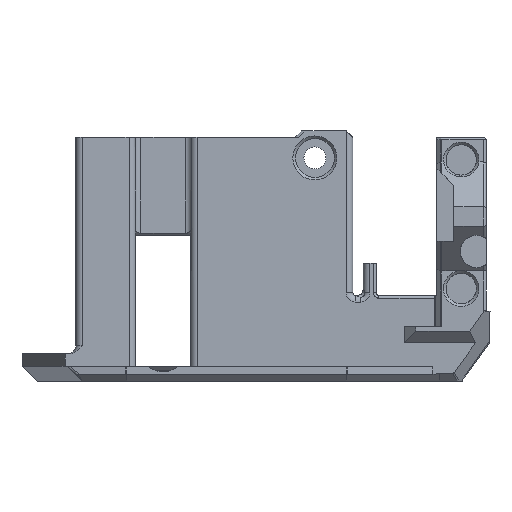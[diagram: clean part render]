
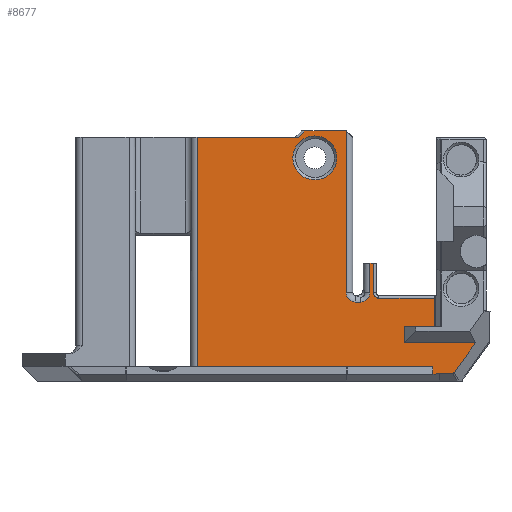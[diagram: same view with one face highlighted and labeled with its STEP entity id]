
A CAD part, left-side view. The second image highlights one B-rep face of the part: STEP entity #8677.
In plain terms, the highlighted planar face has unit normal (-1, 0, 0).
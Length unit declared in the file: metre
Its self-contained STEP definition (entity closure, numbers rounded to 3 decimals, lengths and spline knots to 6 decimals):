
#123=ELLIPSE('',#9246,0.000567,0.0004);
#124=ELLIPSE('',#9247,0.000602,0.0004);
#394=LINE('',#12866,#1229);
#413=LINE('',#12947,#1248);
#414=LINE('',#12950,#1249);
#415=LINE('',#12951,#1250);
#416=LINE('',#12953,#1251);
#417=LINE('',#12955,#1252);
#418=LINE('',#12959,#1253);
#419=LINE('',#12963,#1254);
#420=LINE('',#12965,#1255);
#421=LINE('',#12967,#1256);
#422=LINE('',#12969,#1257);
#423=LINE('',#12971,#1258);
#424=LINE('',#12973,#1259);
#425=LINE('',#12977,#1260);
#426=LINE('',#12979,#1261);
#427=LINE('',#12981,#1262);
#428=LINE('',#12985,#1263);
#429=LINE('',#12986,#1264);
#430=LINE('',#12988,#1265);
#1229=VECTOR('',#10238,1.);
#1248=VECTOR('',#10325,1.);
#1249=VECTOR('',#10326,1.);
#1250=VECTOR('',#10327,1.);
#1251=VECTOR('',#10328,1.);
#1252=VECTOR('',#10329,1.);
#1253=VECTOR('',#10332,1.);
#1254=VECTOR('',#10335,1.);
#1255=VECTOR('',#10336,1.);
#1256=VECTOR('',#10337,1.);
#1257=VECTOR('',#10338,1.);
#1258=VECTOR('',#10339,1.);
#1259=VECTOR('',#10340,1.);
#1260=VECTOR('',#10343,1.);
#1261=VECTOR('',#10344,1.);
#1262=VECTOR('',#10345,1.);
#1263=VECTOR('',#10348,1.);
#1264=VECTOR('',#10349,1.);
#1265=VECTOR('',#10350,1.);
#1954=PLANE('',#9244);
#2620=ORIENTED_EDGE('',*,*,#5250,.F.);
#2621=ORIENTED_EDGE('',*,*,#5251,.F.);
#2622=ORIENTED_EDGE('',*,*,#5252,.T.);
#2623=ORIENTED_EDGE('',*,*,#5211,.F.);
#2624=ORIENTED_EDGE('',*,*,#5253,.F.);
#2625=ORIENTED_EDGE('',*,*,#5254,.F.);
#2626=ORIENTED_EDGE('',*,*,#5255,.T.);
#2627=ORIENTED_EDGE('',*,*,#5256,.F.);
#2628=ORIENTED_EDGE('',*,*,#5257,.F.);
#2629=ORIENTED_EDGE('',*,*,#5258,.F.);
#2630=ORIENTED_EDGE('',*,*,#5259,.F.);
#2631=ORIENTED_EDGE('',*,*,#5260,.F.);
#2632=ORIENTED_EDGE('',*,*,#5261,.F.);
#2633=ORIENTED_EDGE('',*,*,#5262,.F.);
#2634=ORIENTED_EDGE('',*,*,#5263,.F.);
#2635=ORIENTED_EDGE('',*,*,#5264,.F.);
#2636=ORIENTED_EDGE('',*,*,#5265,.F.);
#2637=ORIENTED_EDGE('',*,*,#5266,.F.);
#2638=ORIENTED_EDGE('',*,*,#5267,.T.);
#2639=ORIENTED_EDGE('',*,*,#5268,.F.);
#2640=ORIENTED_EDGE('',*,*,#5269,.F.);
#2641=ORIENTED_EDGE('',*,*,#5270,.F.);
#2642=ORIENTED_EDGE('',*,*,#5246,.F.);
#2643=ORIENTED_EDGE('',*,*,#5271,.F.);
#2644=ORIENTED_EDGE('',*,*,#5272,.F.);
#5211=EDGE_CURVE('',#6530,#6531,#394,.T.);
#5246=EDGE_CURVE('',#6554,#6555,#7254,.T.);
#5250=EDGE_CURVE('',#6558,#6558,#7258,.T.);
#5251=EDGE_CURVE('',#6559,#6560,#413,.T.);
#5252=EDGE_CURVE('',#6559,#6531,#414,.T.);
#5253=EDGE_CURVE('',#6561,#6530,#415,.T.);
#5254=EDGE_CURVE('',#6562,#6561,#416,.T.);
#5255=EDGE_CURVE('',#6562,#6563,#417,.T.);
#5256=EDGE_CURVE('',#6564,#6563,#123,.T.);
#5257=EDGE_CURVE('',#6565,#6564,#418,.T.);
#5258=EDGE_CURVE('',#6566,#6565,#124,.T.);
#5259=EDGE_CURVE('',#6567,#6566,#419,.T.);
#5260=EDGE_CURVE('',#6568,#6567,#420,.T.);
#5261=EDGE_CURVE('',#6569,#6568,#421,.T.);
#5262=EDGE_CURVE('',#6570,#6569,#422,.T.);
#5263=EDGE_CURVE('',#6571,#6570,#423,.T.);
#5264=EDGE_CURVE('',#6572,#6571,#424,.T.);
#5265=EDGE_CURVE('',#6573,#6572,#7259,.T.);
#5266=EDGE_CURVE('',#6574,#6573,#425,.T.);
#5267=EDGE_CURVE('',#6574,#6575,#426,.T.);
#5268=EDGE_CURVE('',#6576,#6575,#427,.T.);
#5269=EDGE_CURVE('',#6577,#6576,#7260,.T.);
#5270=EDGE_CURVE('',#6555,#6577,#428,.T.);
#5271=EDGE_CURVE('',#6578,#6554,#429,.T.);
#5272=EDGE_CURVE('',#6560,#6578,#430,.T.);
#6530=VERTEX_POINT('',#12865);
#6531=VERTEX_POINT('',#12867);
#6554=VERTEX_POINT('',#12937);
#6555=VERTEX_POINT('',#12938);
#6558=VERTEX_POINT('',#12946);
#6559=VERTEX_POINT('',#12948);
#6560=VERTEX_POINT('',#12949);
#6561=VERTEX_POINT('',#12952);
#6562=VERTEX_POINT('',#12954);
#6563=VERTEX_POINT('',#12956);
#6564=VERTEX_POINT('',#12958);
#6565=VERTEX_POINT('',#12960);
#6566=VERTEX_POINT('',#12962);
#6567=VERTEX_POINT('',#12964);
#6568=VERTEX_POINT('',#12966);
#6569=VERTEX_POINT('',#12968);
#6570=VERTEX_POINT('',#12970);
#6571=VERTEX_POINT('',#12972);
#6572=VERTEX_POINT('',#12974);
#6573=VERTEX_POINT('',#12976);
#6574=VERTEX_POINT('',#12978);
#6575=VERTEX_POINT('',#12980);
#6576=VERTEX_POINT('',#12982);
#6577=VERTEX_POINT('',#12984);
#6578=VERTEX_POINT('',#12987);
#7254=CIRCLE('',#9240,0.0014);
#7258=CIRCLE('',#9245,0.0034);
#7259=CIRCLE('',#9248,0.0008);
#7260=CIRCLE('',#9249,0.0014);
#7468=EDGE_LOOP('',(#2620));
#7469=EDGE_LOOP('',(#2621,#2622,#2623,#2624,#2625,#2626,#2627,#2628,#2629,
#2630,#2631,#2632,#2633,#2634,#2635,#2636,#2637,#2638,#2639,#2640,#2641,
#2642,#2643,#2644));
#8002=FACE_BOUND('',#7468,.T.);
#8003=FACE_BOUND('',#7469,.T.);
#8677=ADVANCED_FACE('',(#8002,#8003),#1954,.T.);
#9240=AXIS2_PLACEMENT_3D('',#12936,#10313,#10314);
#9244=AXIS2_PLACEMENT_3D('',#12944,#10321,#10322);
#9245=AXIS2_PLACEMENT_3D('',#12945,#10323,#10324);
#9246=AXIS2_PLACEMENT_3D('',#12957,#10330,#10331);
#9247=AXIS2_PLACEMENT_3D('',#12961,#10333,#10334);
#9248=AXIS2_PLACEMENT_3D('',#12975,#10341,#10342);
#9249=AXIS2_PLACEMENT_3D('',#12983,#10346,#10347);
#10238=DIRECTION('',(0.,0.,1.));
#10313=DIRECTION('',(-1.,0.,0.));
#10314=DIRECTION('',(0.,1.,0.));
#10321=DIRECTION('',(-1.,0.,0.));
#10322=DIRECTION('',(0.,-1.,0.));
#10323=DIRECTION('',(-1.,0.,0.));
#10324=DIRECTION('',(0.,-1.,0.));
#10325=DIRECTION('',(0.,-0.707,0.707));
#10326=DIRECTION('',(0.,1.,0.));
#10327=DIRECTION('',(0.,1.,0.));
#10328=DIRECTION('',(0.,0.,1.));
#10329=DIRECTION('',(0.,-0.984,0.176));
#10330=DIRECTION('',(-1.,0.,0.));
#10331=DIRECTION('',(0.,0.09,-0.996));
#10332=DIRECTION('',(0.,1.,0.));
#10333=DIRECTION('',(1.,0.,0.));
#10334=DIRECTION('',(0.,0.458,0.889));
#10335=DIRECTION('',(0.,0.581,-0.814));
#10336=DIRECTION('',(0.,-1.,0.));
#10337=DIRECTION('',(0.,0.,-1.));
#10338=DIRECTION('',(0.,1.,0.));
#10339=DIRECTION('',(0.,0.,-1.));
#10340=DIRECTION('',(0.,-1.,0.));
#10341=DIRECTION('',(-1.,0.,0.));
#10342=DIRECTION('',(0.,-1.,0.));
#10343=DIRECTION('',(0.,0.,-1.));
#10344=DIRECTION('',(0.,1.,0.));
#10345=DIRECTION('',(0.,0.,1.));
#10346=DIRECTION('',(-1.,0.,0.));
#10347=DIRECTION('',(0.,1.,0.));
#10348=DIRECTION('',(0.,-1.,0.));
#10349=DIRECTION('',(0.,0.,-1.));
#10350=DIRECTION('',(0.,-1.,0.));
#12865=CARTESIAN_POINT('',(-0.366684,0.109629,0.0022));
#12866=CARTESIAN_POINT('',(-0.366684,0.109629,0.020415));
#12867=CARTESIAN_POINT('',(-0.366684,0.109629,0.03763));
#12936=CARTESIAN_POINT('',(-0.366684,0.085154,0.0136));
#12937=CARTESIAN_POINT('',(-0.366684,0.086554,0.0136));
#12938=CARTESIAN_POINT('',(-0.366684,0.085154,0.0122));
#12944=CARTESIAN_POINT('',(-0.366684,0.128379,0.0032));
#12945=CARTESIAN_POINT('',(-0.366684,0.09142,0.034464));
#12946=CARTESIAN_POINT('',(-0.366684,0.08802,0.034464));
#12947=CARTESIAN_POINT('',(-0.366684,0.108941,0.022652));
#12948=CARTESIAN_POINT('',(-0.366684,0.093965,0.03763));
#12949=CARTESIAN_POINT('',(-0.366684,0.092963,0.03863));
#12950=CARTESIAN_POINT('',(-0.366684,0.128379,0.03763));
#12951=CARTESIAN_POINT('',(-0.366684,0.09867,0.0022));
#12952=CARTESIAN_POINT('',(-0.366684,0.07318,0.0022));
#12953=CARTESIAN_POINT('',(-0.366684,0.07318,0.0024));
#12954=CARTESIAN_POINT('',(-0.366684,0.07318,0.001006));
#12955=CARTESIAN_POINT('',(-0.366684,0.126279,-0.008512));
#12956=CARTESIAN_POINT('',(-0.366684,0.072126,0.001195));
#12957=CARTESIAN_POINT('',(-0.366684,0.072101,0.000634));
#12958=CARTESIAN_POINT('',(-0.366684,0.072075,0.0012));
#12959=CARTESIAN_POINT('',(-0.366684,0.110768,0.0012));
#12960=CARTESIAN_POINT('',(-0.366684,0.070108,0.0012));
#12961=CARTESIAN_POINT('',(-0.366684,0.070253,0.001766));
#12962=CARTESIAN_POINT('',(-0.366684,0.069878,0.001318));
#12963=CARTESIAN_POINT('',(-0.366684,0.069573,0.001745));
#12964=CARTESIAN_POINT('',(-0.366684,0.066605,0.0059));
#12965=CARTESIAN_POINT('',(-0.366684,0.071641,0.0059));
#12966=CARTESIAN_POINT('',(-0.366684,0.077621,0.0059));
#12967=CARTESIAN_POINT('',(-0.366684,0.077621,0.0045));
#12968=CARTESIAN_POINT('',(-0.366684,0.077621,0.0084));
#12969=CARTESIAN_POINT('',(-0.366684,0.077721,0.0084));
#12970=CARTESIAN_POINT('',(-0.366684,0.072965,0.0084));
#12971=CARTESIAN_POINT('',(-0.366684,0.072965,0.019315));
#12972=CARTESIAN_POINT('',(-0.366684,0.072965,0.0128));
#12973=CARTESIAN_POINT('',(-0.366684,0.097188,0.0128));
#12974=CARTESIAN_POINT('',(-0.366684,0.081546,0.0128));
#12975=CARTESIAN_POINT('',(-0.366684,0.081546,0.0136));
#12976=CARTESIAN_POINT('',(-0.366684,0.082346,0.0136));
#12977=CARTESIAN_POINT('',(-0.366684,0.082346,0.0082));
#12978=CARTESIAN_POINT('',(-0.366684,0.082346,0.0182));
#12979=CARTESIAN_POINT('',(-0.366684,0.128379,0.0182));
#12980=CARTESIAN_POINT('',(-0.366684,0.082946,0.0182));
#12981=CARTESIAN_POINT('',(-0.366684,0.082946,0.0052));
#12982=CARTESIAN_POINT('',(-0.366684,0.082946,0.0136));
#12983=CARTESIAN_POINT('',(-0.366684,0.084346,0.0136));
#12984=CARTESIAN_POINT('',(-0.366684,0.084346,0.0122));
#12985=CARTESIAN_POINT('',(-0.366684,0.097188,0.0122));
#12986=CARTESIAN_POINT('',(-0.366684,0.086554,0.014308));
#12987=CARTESIAN_POINT('',(-0.366684,0.086554,0.03863));
#12988=CARTESIAN_POINT('',(-0.366684,0.09867,0.03863));
